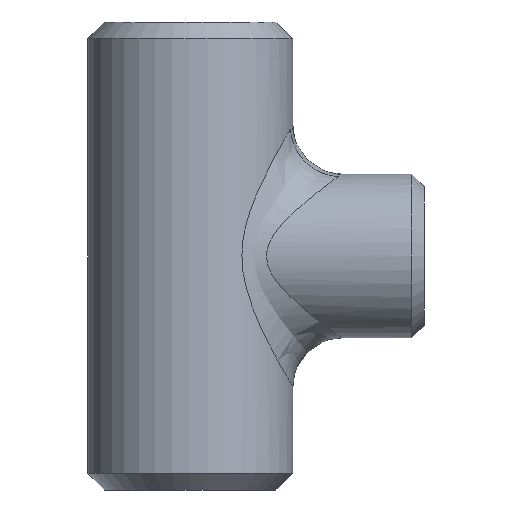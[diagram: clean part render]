
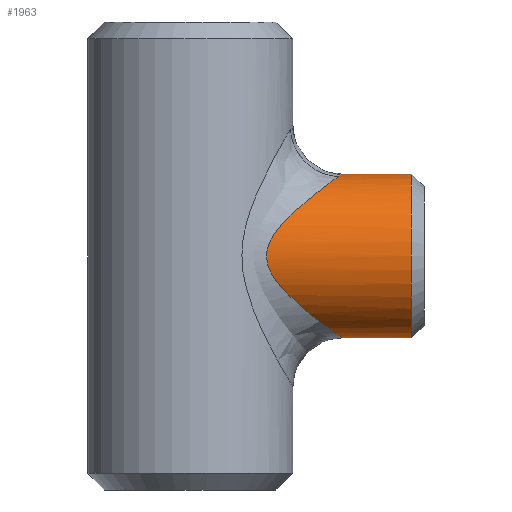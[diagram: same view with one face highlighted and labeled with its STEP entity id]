
A CAD part, front view. The second image highlights one B-rep face of the part: STEP entity #1963.
In plain terms, the highlighted cylindrical face has radius 13.35 mm (diameter 26.7 mm), a partial arc.
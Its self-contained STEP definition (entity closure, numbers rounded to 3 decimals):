
#9 = CARTESIAN_POINT ( 'NONE',  ( 13.49, -12.939, 3.311 ) ) ;
#41 = VECTOR ( 'NONE', #1314, 1000. ) ;
#48 = EDGE_CURVE ( 'NONE', #245, #271, #217, .T. ) ;
#83 = CARTESIAN_POINT ( 'NONE',  ( 24.415, -2.385, -13.143 ) ) ;
#93 = CARTESIAN_POINT ( 'NONE',  ( 12.607, -13.282, 1.37 ) ) ;
#110 = VERTEX_POINT ( 'NONE', #638 ) ;
#117 = CARTESIAN_POINT ( 'NONE',  ( 24.177, -3.174, 12.97 ) ) ;
#161 = CIRCLE ( 'NONE', #165, 13.35 ) ;
#165 = AXIS2_PLACEMENT_3D ( 'NONE', #562, #1216, #1880 ) ;
#170 = CARTESIAN_POINT ( 'NONE',  ( 14.309, -12.591, 4.453 ) ) ;
#203 = EDGE_CURVE ( 'NONE', #110, #1403, #1992, .T. ) ;
#217 = B_SPLINE_CURVE_WITH_KNOTS ( 'NONE', 3,
 ( #1248, #915, #1908, #428, #1750, #277, #117, #925 ),
 .UNSPECIFIED., .F., .F.,
 ( 4, 2, 2, 4 ),
 ( 0., 0.002, 0.003, 0.004 ),
 .UNSPECIFIED. ) ;
#240 = CARTESIAN_POINT ( 'NONE',  ( 16.571, -11.465, -6.877 ) ) ;
#245 = VERTEX_POINT ( 'NONE', #1004 ) ;
#271 = VERTEX_POINT ( 'NONE', #1142 ) ;
#277 = CARTESIAN_POINT ( 'NONE',  ( 24.267, -2.895, 13.036 ) ) ;
#326 = CARTESIAN_POINT ( 'NONE',  ( 23.753, -4.333, 12.661 ) ) ;
#357 = CARTESIAN_POINT ( 'NONE',  ( 20.631, -8.522, 10.304 ) ) ;
#366 = CARTESIAN_POINT ( 'NONE',  ( 16.797, -11.338, 7.083 ) ) ;
#376 = CARTESIAN_POINT ( 'NONE',  ( 20.421, -8.696, -10.137 ) ) ;
#395 = CARTESIAN_POINT ( 'NONE',  ( 12.678, -13.255, 1.605 ) ) ;
#407 = VECTOR ( 'NONE', #827, 1000. ) ;
#415 = CARTESIAN_POINT ( 'NONE',  ( 12.399, -13.358, 0.184 ) ) ;
#428 = CARTESIAN_POINT ( 'NONE',  ( 24.486, -2.047, 13.195 ) ) ;
#483 = CARTESIAN_POINT ( 'NONE',  ( 21.79, -7.282, 11.196 ) ) ;
#525 = CARTESIAN_POINT ( 'NONE',  ( 24.077, -3.446, 12.898 ) ) ;
#526 = CARTESIAN_POINT ( 'NONE',  ( 36.01, 0., 13.35 ) ) ;
#537 = CARTESIAN_POINT ( 'NONE',  ( 22.179, -6.837, -11.493 ) ) ;
#556 = CARTESIAN_POINT ( 'NONE',  ( 24.7, -0.481, -13.35 ) ) ;
#558 = VERTEX_POINT ( 'NONE', #526 ) ;
#562 = CARTESIAN_POINT ( 'NONE',  ( 36.01, 0., 0. ) ) ;
#566 = CARTESIAN_POINT ( 'NONE',  ( 17.23, -11.082, -7.477 ) ) ;
#576 = CARTESIAN_POINT ( 'NONE',  ( 20.113, -8.971, -9.893 ) ) ;
#622 = B_SPLINE_CURVE_WITH_KNOTS ( 'NONE', 3,
 ( #525, #326, #1303, #1170, #1823, #483, #1834, #357, #1011, #847, #1346, #1180, #1844, #366, #1022, #984, #1642, #170, #1483, #9, #1313, #1035, #1736, #395, #93, #1401, #415, #737, #1875, #2042, #1234, #703, #1713, #2013, #727, #240, #566, #1895, #1222, #576, #376, #1561, #1865, #537, #2052, #1067, #1077, #1368, #2023, #83, #1690, #1054, #556, #1551 ),
 .UNSPECIFIED., .F., .F.,
 ( 4, 2, 2, 2, 2, 2, 2, 2, 2, 2, 2, 2, 2, 2, 2, 2, 2, 2, 2, 2, 2, 2, 2, 2, 2, 2, 4 ),
 ( 0.004, 0.006, 0.008, 0.009, 0.012, 0.014, 0.015, 0.018, 0.019, 0.021, 0.022, 0.023, 0.024, 0.025, 0.027, 0.028, 0.029, 0.032, 0.035, 0.038, 0.039, 0.041, 0.044, 0.045, 0.047, 0.048, 0.05 ),
 .UNSPECIFIED. ) ;
#638 = CARTESIAN_POINT ( 'NONE',  ( 36.01, 0., -13.35 ) ) ;
#677 = FACE_OUTER_BOUND ( 'NONE', #931, .T. ) ;
#686 = ORIENTED_EDGE ( 'NONE', *, *, #1699, .T. ) ;
#703 = CARTESIAN_POINT ( 'NONE',  ( 13.562, -12.91, -3.427 ) ) ;
#727 = CARTESIAN_POINT ( 'NONE',  ( 15.297, -12.137, -5.605 ) ) ;
#737 = CARTESIAN_POINT ( 'NONE',  ( 12.461, -13.335, -0.793 ) ) ;
#746 = ORIENTED_EDGE ( 'NONE', *, *, #48, .T. ) ;
#816 = EDGE_CURVE ( 'NONE', #558, #245, #1641, .T. ) ;
#827 = DIRECTION ( 'NONE',  ( -1., 0., 0. ) ) ;
#847 = CARTESIAN_POINT ( 'NONE',  ( 19.069, -9.822, 9.049 ) ) ;
#903 = ORIENTED_EDGE ( 'NONE', *, *, #816, .T. ) ;
#915 = CARTESIAN_POINT ( 'NONE',  ( 24.7, -0.599, 13.35 ) ) ;
#925 = CARTESIAN_POINT ( 'NONE',  ( 24.077, -3.446, 12.898 ) ) ;
#931 = EDGE_LOOP ( 'NONE', ( #1577, #1113, #903, #746, #686 ) ) ;
#967 = DIRECTION ( 'NONE',  ( 0., 0., 1. ) ) ;
#984 = CARTESIAN_POINT ( 'NONE',  ( 15.211, -12.171, 5.497 ) ) ;
#1004 = CARTESIAN_POINT ( 'NONE',  ( 24.7, 0., 13.35 ) ) ;
#1011 = CARTESIAN_POINT ( 'NONE',  ( 20.017, -9.071, 9.821 ) ) ;
#1022 = CARTESIAN_POINT ( 'NONE',  ( 16.149, -11.697, 6.475 ) ) ;
#1035 = CARTESIAN_POINT ( 'NONE',  ( 12.938, -13.157, 2.274 ) ) ;
#1054 = CARTESIAN_POINT ( 'NONE',  ( 24.664, -0.962, -13.324 ) ) ;
#1058 = AXIS2_PLACEMENT_3D ( 'NONE', #1956, #1945, #967 ) ;
#1067 = CARTESIAN_POINT ( 'NONE',  ( 23.396, -4.97, -12.398 ) ) ;
#1077 = CARTESIAN_POINT ( 'NONE',  ( 23.61, -4.559, -12.555 ) ) ;
#1113 = ORIENTED_EDGE ( 'NONE', *, *, #1193, .T. ) ;
#1142 = CARTESIAN_POINT ( 'NONE',  ( 24.077, -3.446, 12.898 ) ) ;
#1170 = CARTESIAN_POINT ( 'NONE',  ( 22.6, -6.245, 11.806 ) ) ;
#1180 = CARTESIAN_POINT ( 'NONE',  ( 18.1, -10.514, 8.235 ) ) ;
#1193 = EDGE_CURVE ( 'NONE', #110, #558, #161, .T. ) ;
#1216 = DIRECTION ( 'NONE',  ( -1., 0., 0. ) ) ;
#1222 = CARTESIAN_POINT ( 'NONE',  ( 19.175, -9.758, -9.14 ) ) ;
#1234 = CARTESIAN_POINT ( 'NONE',  ( 13.088, -13.099, -2.609 ) ) ;
#1248 = CARTESIAN_POINT ( 'NONE',  ( 24.7, 0., 13.35 ) ) ;
#1303 = CARTESIAN_POINT ( 'NONE',  ( 23.331, -5.134, 12.351 ) ) ;
#1313 = CARTESIAN_POINT ( 'NONE',  ( 13.248, -13.036, 2.91 ) ) ;
#1314 = DIRECTION ( 'NONE',  ( -1., 0., 0. ) ) ;
#1346 = CARTESIAN_POINT ( 'NONE',  ( 18.748, -10.06, 8.783 ) ) ;
#1368 = CARTESIAN_POINT ( 'NONE',  ( 23.984, -3.717, -12.83 ) ) ;
#1401 = CARTESIAN_POINT ( 'NONE',  ( 12.443, -13.342, 0.664 ) ) ;
#1403 = VERTEX_POINT ( 'NONE', #1598 ) ;
#1483 = CARTESIAN_POINT ( 'NONE',  ( 14.02, -12.717, 4.081 ) ) ;
#1551 = CARTESIAN_POINT ( 'NONE',  ( 24.7, 0., -13.35 ) ) ;
#1561 = CARTESIAN_POINT ( 'NONE',  ( 21.025, -8.113, -10.608 ) ) ;
#1577 = ORIENTED_EDGE ( 'NONE', *, *, #203, .F. ) ;
#1598 = CARTESIAN_POINT ( 'NONE',  ( 24.7, 0., -13.35 ) ) ;
#1641 = LINE ( 'NONE', #1652, #407 ) ;
#1642 = CARTESIAN_POINT ( 'NONE',  ( 14.903, -12.319, 5.159 ) ) ;
#1652 = CARTESIAN_POINT ( 'NONE',  ( 38.1, 0., 13.35 ) ) ;
#1662 = CARTESIAN_POINT ( 'NONE',  ( 38.1, 0., -13.35 ) ) ;
#1690 = CARTESIAN_POINT ( 'NONE',  ( 24.52, -1.922, -13.22 ) ) ;
#1699 = EDGE_CURVE ( 'NONE', #271, #1403, #622, .T. ) ;
#1713 = CARTESIAN_POINT ( 'NONE',  ( 13.831, -12.798, -3.82 ) ) ;
#1736 = CARTESIAN_POINT ( 'NONE',  ( 12.843, -13.193, 2.056 ) ) ;
#1750 = CARTESIAN_POINT ( 'NONE',  ( 24.421, -2.332, 13.148 ) ) ;
#1808 = CYLINDRICAL_SURFACE ( 'NONE', #1058, 13.35 ) ;
#1823 = CARTESIAN_POINT ( 'NONE',  ( 22.339, -6.601, 11.611 ) ) ;
#1834 = CARTESIAN_POINT ( 'NONE',  ( 21.506, -7.604, 10.979 ) ) ;
#1844 = CARTESIAN_POINT ( 'NONE',  ( 17.773, -10.729, 7.952 ) ) ;
#1865 = CARTESIAN_POINT ( 'NONE',  ( 21.322, -7.805, -10.838 ) ) ;
#1875 = CARTESIAN_POINT ( 'NONE',  ( 12.568, -13.296, -1.279 ) ) ;
#1880 = DIRECTION ( 'NONE',  ( 0., 0., -1. ) ) ;
#1895 = CARTESIAN_POINT ( 'NONE',  ( 18.531, -10.229, -8.608 ) ) ;
#1908 = CARTESIAN_POINT ( 'NONE',  ( 24.645, -1.185, 13.31 ) ) ;
#1945 = DIRECTION ( 'NONE',  ( -1., 0., 0. ) ) ;
#1956 = CARTESIAN_POINT ( 'NONE',  ( 38.1, 0., 0. ) ) ;
#1963 = ADVANCED_FACE ( 'NONE', ( #677 ), #1808, .T. ) ;
#1992 = LINE ( 'NONE', #1662, #41 ) ;
#2013 = CARTESIAN_POINT ( 'NONE',  ( 14.678, -12.429, -4.934 ) ) ;
#2023 = CARTESIAN_POINT ( 'NONE',  ( 24.147, -3.283, -12.948 ) ) ;
#2042 = CARTESIAN_POINT ( 'NONE',  ( 12.882, -13.178, -2.183 ) ) ;
#2052 = CARTESIAN_POINT ( 'NONE',  ( 22.706, -6.136, -11.887 ) ) ;
